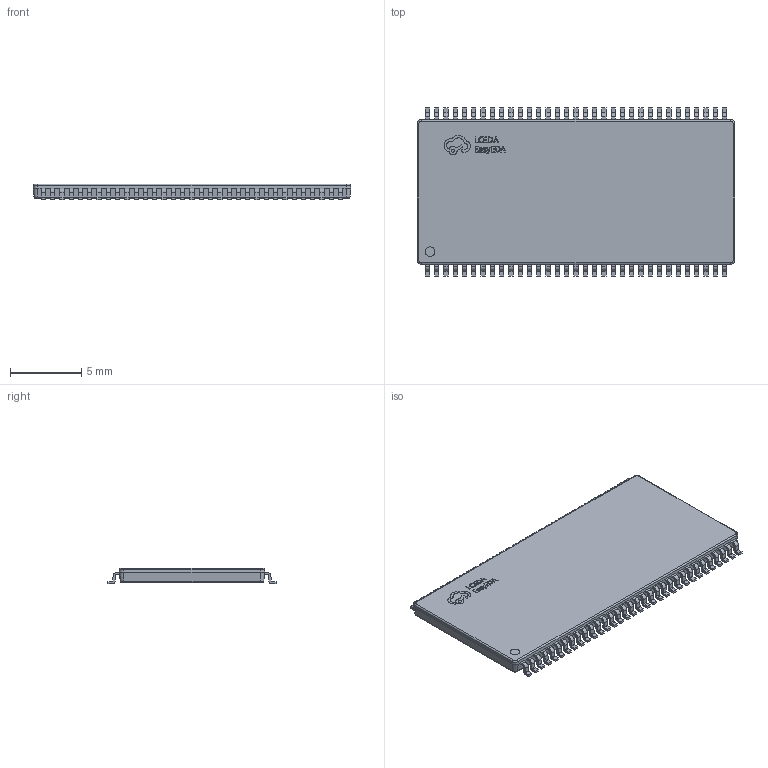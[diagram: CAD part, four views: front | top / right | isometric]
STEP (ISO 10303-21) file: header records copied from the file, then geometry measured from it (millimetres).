
FILE_DESCRIPTION (( 'STEP AP214' ), '1' );
FILE_NAME ('TSOP-66_L22.2-W10.2-P0.65-LS11.8-BL.step', '2022-07-26T10:42:25', ( '' ), ( '' ), 'SwSTEP 2.0', 'SolidWorks 2020', '' );
FILE_SCHEMA (( 'AUTOMOTIVE_DESIGN' ));
Length unit declared in the file: millimetre
Products named in the file (1): TSOP-66_L22.2-W10.2-P0.65-LS11.8-BL
Bounding box: 22.22 x 11.76 x 1.1 mm (x, y, z)
Volume: 228 mm3; surface area: 587.9 mm2
Topology: 14 solids, 14 shells, 1185 faces, 3423 edges, 2274 vertices
Faces by surface type: plane 783, cylinder 274, bspline 112, cone 8, torus 8
Entity records: 53155 total; most frequent: CARTESIAN_POINT 8987, ORIENTED_EDGE 6846, DIRECTION 5911, EDGE_CURVE 3423, LINE 2627, VECTOR 2627, VERTEX_POINT 2274, AXIS2_PLACEMENT_3D 1642
